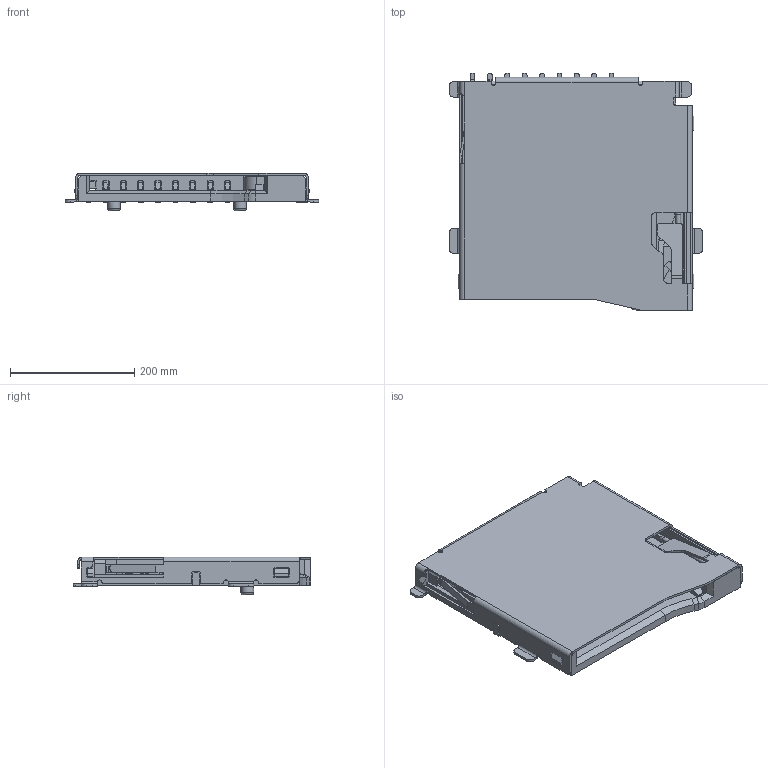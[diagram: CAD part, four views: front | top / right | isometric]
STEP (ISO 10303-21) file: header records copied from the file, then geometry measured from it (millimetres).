
FILE_DESCRIPTION(/* description */ (''),/* implementation_level */ '2;1');
FILE_NAME(/* name */ 'HYC04-TF09-200.step',/* time_stamp */ '2019-05-14T09:01:35+02:00',/* author */ (''),/* organization */ (''),/* preprocessor_version */ 'ST-DEVELOPER v18',/* originating_system */ 'Autodesk Translation Framework v8.2.0.1029',/* authorisation */ '');
FILE_SCHEMA (('AUTOMOTIVE_DESIGN { 1 0 10303 214 3 1 1 }'));
Length unit declared in the file: millimetre
Products named in the file (1): HYC04-TF09-200
Bounding box: 407.42 x 381 x 60.96 mm (x, y, z)
Volume: 2745497.4 mm3; surface area: 820032 mm2
Topology: 13 solids, 13 shells, 1206 faces, 3504 edges, 2305 vertices
Faces by surface type: plane 927, cylinder 268, torus 6, bspline 3, cone 2
Full cylindrical faces by diameter (mm): 7.62 x3, 10.16 x1, 16.764 x1, 20.32 x2
Entity records: 40905 total; most frequent: CARTESIAN_POINT 7185, ORIENTED_EDGE 7008, DIRECTION 6508, EDGE_CURVE 3504, LINE 2898, VECTOR 2898, VERTEX_POINT 2305, AXIS2_PLACEMENT_3D 1805
